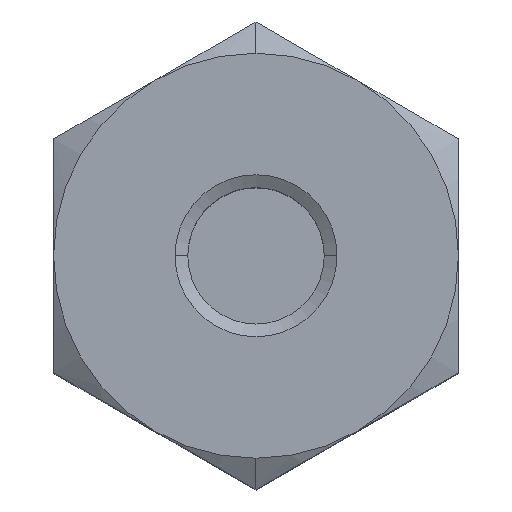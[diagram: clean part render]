
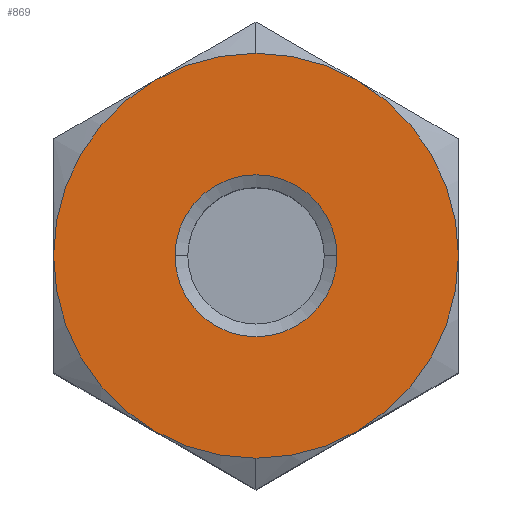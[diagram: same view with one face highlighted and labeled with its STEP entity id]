
A CAD part, top view. The second image highlights one B-rep face of the part: STEP entity #869.
In plain terms, the highlighted planar face has unit normal (0, 0, 1).
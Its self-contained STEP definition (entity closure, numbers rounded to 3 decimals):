
#433=EDGE_CURVE('',#989,#445,#1174,.T.);
#439=VERTEX_POINT('',#1180);
#445=VERTEX_POINT('',#1187);
#471=EDGE_CURVE('',#733,#953,#1214,.T.);
#477=EDGE_CURVE('',#953,#989,#1220,.T.);
#591=VERTEX_POINT('',#1351);
#619=VERTEX_POINT('',#1381);
#645=VERTEX_POINT('',#1409);
#709=EDGE_CURVE('',#877,#645,#1481,.T.);
#729=EDGE_CURVE('',#937,#877,#1505,.T.);
#733=VERTEX_POINT('',#1509);
#769=EDGE_CURVE('',#445,#937,#1548,.T.);
#831=EDGE_CURVE('',#619,#591,#1616,.T.);
#869=ADVANCED_FACE('',(#1658,#1659),#1660,.T.);
#877=VERTEX_POINT('',#1668);
#937=VERTEX_POINT('',#1734);
#953=VERTEX_POINT('',#1750);
#967=EDGE_CURVE('',#591,#619,#1765,.T.);
#983=EDGE_CURVE('',#645,#439,#1783,.T.);
#989=VERTEX_POINT('',#1789);
#1109=EDGE_CURVE('',#439,#733,#1931,.T.);
#1174=CIRCLE('',#2013,15.0);
#1180=CARTESIAN_POINT('',(-7.5,-12.99,0.));
#1187=CARTESIAN_POINT('',(7.5,12.99,0.));
#1214=CIRCLE('',#2111,15.0);
#1220=CIRCLE('',#2128,15.0);
#1351=CARTESIAN_POINT('',(6.,0.,0.));
#1381=CARTESIAN_POINT('',(-6.,0.,0.));
#1409=CARTESIAN_POINT('',(0.,-15.0,0.));
#1481=CIRCLE('',#2611,15.0);
#1505=CIRCLE('',#2649,15.0);
#1509=CARTESIAN_POINT('',(-15.0,0.,0.));
#1548=CIRCLE('',#2721,15.0);
#1616=CIRCLE('',#2874,6.);
#1658=FACE_BOUND('',#2935,.T.);
#1659=FACE_OUTER_BOUND('',#2936,.T.);
#1660=PLANE('',#2937);
#1668=CARTESIAN_POINT('',(7.5,-12.99,0.));
#1734=CARTESIAN_POINT('',(15.0,0.,0.));
#1750=CARTESIAN_POINT('',(-7.5,12.99,0.));
#1765=CIRCLE('',#3140,6.);
#1783=CIRCLE('',#3172,15.0);
#1789=CARTESIAN_POINT('',(0.,15.,0.));
#1931=CIRCLE('',#3425,15.0);
#2013=AXIS2_PLACEMENT_3D('',#3478,#3479,#3480);
#2111=AXIS2_PLACEMENT_3D('',#3513,#3514,#3515);
#2128=AXIS2_PLACEMENT_3D('',#3516,#3517,#3518);
#2611=AXIS2_PLACEMENT_3D('',#3811,#3812,#3813);
#2649=AXIS2_PLACEMENT_3D('',#3849,#3850,#3851);
#2721=AXIS2_PLACEMENT_3D('',#3885,#3886,#3887);
#2874=AXIS2_PLACEMENT_3D('',#3964,#3965,#3966);
#2935=EDGE_LOOP('',(#4014,#4015));
#2936=EDGE_LOOP('',(#4016,#4017,#4018,#4019,#4020,#4021,#4022,#4023));
#2937=AXIS2_PLACEMENT_3D('',#4024,#4025,#4026);
#3140=AXIS2_PLACEMENT_3D('',#4127,#4128,#4129);
#3172=AXIS2_PLACEMENT_3D('',#4148,#4149,#4150);
#3425=AXIS2_PLACEMENT_3D('',#4347,#4348,#4349);
#3478=CARTESIAN_POINT('',(0.,0.,0.));
#3479=DIRECTION('',(0.,0.,-1.0));
#3480=DIRECTION('',(0.,1.0,0.));
#3513=CARTESIAN_POINT('',(0.,0.,0.));
#3514=DIRECTION('',(0.,0.,-1.0));
#3515=DIRECTION('',(0.,1.0,0.));
#3516=CARTESIAN_POINT('',(0.,0.,0.));
#3517=DIRECTION('',(0.,0.,-1.0));
#3518=DIRECTION('',(0.,1.0,0.));
#3811=CARTESIAN_POINT('',(0.,0.,0.));
#3812=DIRECTION('',(0.,0.,-1.0));
#3813=DIRECTION('',(0.,1.0,0.));
#3849=CARTESIAN_POINT('',(0.,0.,0.));
#3850=DIRECTION('',(0.,0.,-1.0));
#3851=DIRECTION('',(0.,1.0,0.));
#3885=CARTESIAN_POINT('',(0.,0.,0.));
#3886=DIRECTION('',(0.,0.,-1.0));
#3887=DIRECTION('',(0.,1.0,0.));
#3964=CARTESIAN_POINT('',(0.,0.,0.));
#3965=DIRECTION('',(0.,0.,-1.0));
#3966=DIRECTION('',(-1.0,0.,0.));
#4014=ORIENTED_EDGE('',*,*,#831,.T.);
#4015=ORIENTED_EDGE('',*,*,#967,.T.);
#4016=ORIENTED_EDGE('',*,*,#477,.F.);
#4017=ORIENTED_EDGE('',*,*,#471,.F.);
#4018=ORIENTED_EDGE('',*,*,#1109,.F.);
#4019=ORIENTED_EDGE('',*,*,#983,.F.);
#4020=ORIENTED_EDGE('',*,*,#709,.F.);
#4021=ORIENTED_EDGE('',*,*,#729,.F.);
#4022=ORIENTED_EDGE('',*,*,#769,.F.);
#4023=ORIENTED_EDGE('',*,*,#433,.F.);
#4024=CARTESIAN_POINT('',(0.,10.027,0.));
#4025=DIRECTION('',(0.,0.,1.0));
#4026=DIRECTION('',(0.,1.0,0.));
#4127=CARTESIAN_POINT('',(0.,0.,0.));
#4128=DIRECTION('',(0.,0.,-1.0));
#4129=DIRECTION('',(-1.0,0.,0.));
#4148=CARTESIAN_POINT('',(0.,0.,0.));
#4149=DIRECTION('',(0.,0.,-1.0));
#4150=DIRECTION('',(0.,1.0,0.));
#4347=CARTESIAN_POINT('',(0.,0.,0.));
#4348=DIRECTION('',(0.,0.,-1.0));
#4349=DIRECTION('',(0.,1.0,0.));
